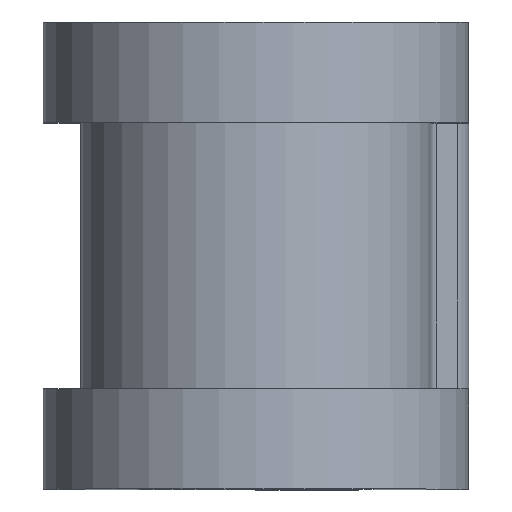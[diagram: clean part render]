
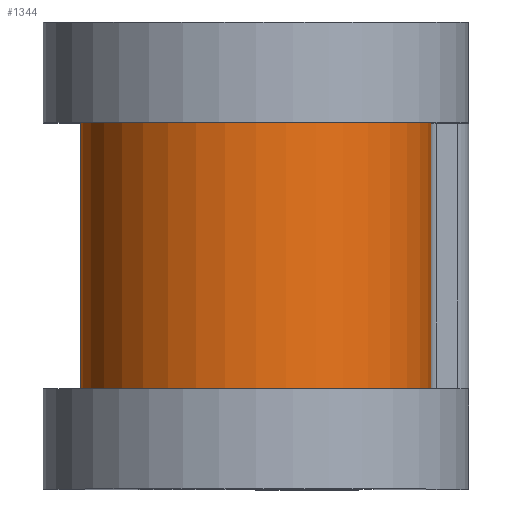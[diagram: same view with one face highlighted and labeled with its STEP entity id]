
A CAD part, top view. The second image highlights one B-rep face of the part: STEP entity #1344.
In plain terms, the highlighted cylindrical face has radius 7.099 mm (diameter 14.199 mm), a partial arc.
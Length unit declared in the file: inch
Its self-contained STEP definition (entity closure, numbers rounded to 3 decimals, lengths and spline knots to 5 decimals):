
#1 = LINE ( 'NONE', #982, #764 ) ;
#23 = DIRECTION ( 'NONE',  ( 0., -1., 0. ) ) ;
#68 = ORIENTED_EDGE ( 'NONE', *, *, #1308, .F. ) ;
#234 = DIRECTION ( 'NONE',  ( 0., -1., 0. ) ) ;
#252 = AXIS2_PLACEMENT_3D ( 'NONE', #1952, #942, #2114 ) ;
#283 = VECTOR ( 'NONE', #355, 39.37008 ) ;
#334 = LINE ( 'NONE', #1155, #283 ) ;
#355 = DIRECTION ( 'NONE',  ( 0., -1., 0. ) ) ;
#374 = CARTESIAN_POINT ( 'NONE',  ( -0.2795, 0.2125, 0.375 ) ) ;
#382 = AXIS2_PLACEMENT_3D ( 'NONE', #2048, #234, #1032 ) ;
#593 = ORIENTED_EDGE ( 'NONE', *, *, #2026, .F. ) ;
#610 = VERTEX_POINT ( 'NONE', #1123 ) ;
#712 = CIRCLE ( 'NONE', #1862, 0.2795 ) ;
#764 = VECTOR ( 'NONE', #23, 39.37008 ) ;
#842 = DIRECTION ( 'NONE',  ( 0., -1., 0. ) ) ;
#889 = CARTESIAN_POINT ( 'NONE',  ( -0.2795, -0.2125, 0.375 ) ) ;
#942 = DIRECTION ( 'NONE',  ( 0., -1., 0. ) ) ;
#982 = CARTESIAN_POINT ( 'NONE',  ( -0.2795, 0.3125, 0.375 ) ) ;
#983 = CYLINDRICAL_SURFACE ( 'NONE', #382, 0.2795 ) ;
#1032 = DIRECTION ( 'NONE',  ( 0., 0., -1. ) ) ;
#1035 = FACE_OUTER_BOUND ( 'NONE', #1894, .T. ) ;
#1114 = CIRCLE ( 'NONE', #252, 0.2795 ) ;
#1123 = CARTESIAN_POINT ( 'NONE',  ( 0.2795, -0.2125, 0.375 ) ) ;
#1155 = CARTESIAN_POINT ( 'NONE',  ( 0.2795, 0.3125, 0.375 ) ) ;
#1276 = EDGE_CURVE ( 'NONE', #1663, #1360, #1, .T. ) ;
#1308 = EDGE_CURVE ( 'NONE', #2128, #610, #334, .T. ) ;
#1318 = EDGE_CURVE ( 'NONE', #2128, #1663, #712, .T. ) ;
#1344 = ADVANCED_FACE ( 'NONE', ( #1035 ), #983, .T. ) ;
#1360 = VERTEX_POINT ( 'NONE', #889 ) ;
#1363 = ORIENTED_EDGE ( 'NONE', *, *, #1318, .T. ) ;
#1411 = ORIENTED_EDGE ( 'NONE', *, *, #1276, .T. ) ;
#1663 = VERTEX_POINT ( 'NONE', #374 ) ;
#1841 = CARTESIAN_POINT ( 'NONE',  ( 0.2795, 0.2125, 0.375 ) ) ;
#1842 = CARTESIAN_POINT ( 'NONE',  ( 0., 0.2125, 0.375 ) ) ;
#1862 = AXIS2_PLACEMENT_3D ( 'NONE', #1842, #842, #2017 ) ;
#1894 = EDGE_LOOP ( 'NONE', ( #68, #1363, #1411, #593 ) ) ;
#1952 = CARTESIAN_POINT ( 'NONE',  ( 0., -0.2125, 0.375 ) ) ;
#2017 = DIRECTION ( 'NONE',  ( 0., 0., -1. ) ) ;
#2026 = EDGE_CURVE ( 'NONE', #610, #1360, #1114, .T. ) ;
#2048 = CARTESIAN_POINT ( 'NONE',  ( 0., 0.3125, 0.375 ) ) ;
#2114 = DIRECTION ( 'NONE',  ( 0., 0., -1. ) ) ;
#2128 = VERTEX_POINT ( 'NONE', #1841 ) ;
